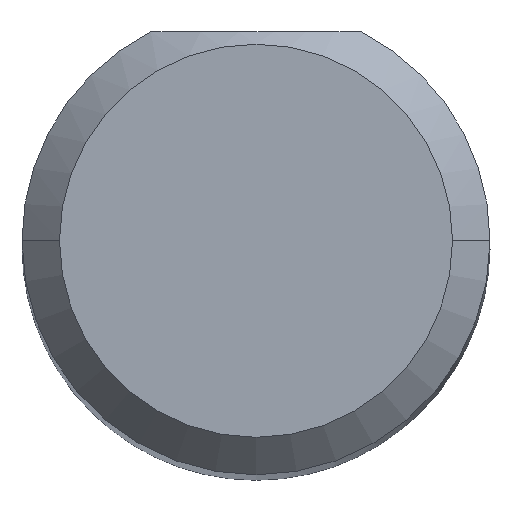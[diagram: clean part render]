
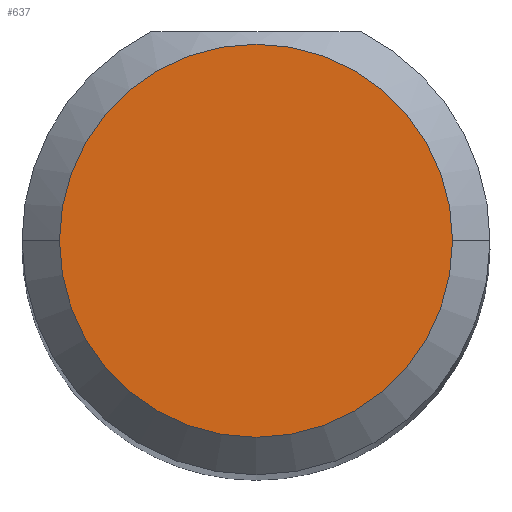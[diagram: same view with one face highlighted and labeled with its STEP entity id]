
A CAD part, top view. The second image highlights one B-rep face of the part: STEP entity #637.
In plain terms, the highlighted planar face has unit normal (0, 0, 1).
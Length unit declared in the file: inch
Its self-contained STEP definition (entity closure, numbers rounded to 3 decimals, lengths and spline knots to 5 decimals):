
#25 = DIRECTION ( 'NONE',  ( 0., 0., 1. ) ) ;
#31 = FACE_OUTER_BOUND ( 'NONE', #219, .T. ) ;
#81 = AXIS2_PLACEMENT_3D ( 'NONE', #444, #643, #593 ) ;
#95 = AXIS2_PLACEMENT_3D ( 'NONE', #586, #191, #429 ) ;
#137 = CARTESIAN_POINT ( 'NONE',  ( 0.07875, 0., 2. ) ) ;
#176 = CARTESIAN_POINT ( 'NONE',  ( 0., 0., 2. ) ) ;
#191 = DIRECTION ( 'NONE',  ( 0., 0., 1. ) ) ;
#205 = CIRCLE ( 'NONE', #81, 0.07875 ) ;
#219 = EDGE_LOOP ( 'NONE', ( #520, #240 ) ) ;
#228 = EDGE_CURVE ( 'NONE', #493, #659, #205, .T. ) ;
#240 = ORIENTED_EDGE ( 'NONE', *, *, #522, .T. ) ;
#415 = AXIS2_PLACEMENT_3D ( 'NONE', #176, #25, #473 ) ;
#429 = DIRECTION ( 'NONE',  ( 1., 0., 0. ) ) ;
#444 = CARTESIAN_POINT ( 'NONE',  ( 0., 0., 2. ) ) ;
#473 = DIRECTION ( 'NONE',  ( 1., 0., 0. ) ) ;
#493 = VERTEX_POINT ( 'NONE', #519 ) ;
#498 = PLANE ( 'NONE',  #95 ) ;
#519 = CARTESIAN_POINT ( 'NONE',  ( -0.07875, 0., 2. ) ) ;
#520 = ORIENTED_EDGE ( 'NONE', *, *, #228, .T. ) ;
#522 = EDGE_CURVE ( 'NONE', #659, #493, #607, .T. ) ;
#586 = CARTESIAN_POINT ( 'NONE',  ( 0., 0., 2. ) ) ;
#593 = DIRECTION ( 'NONE',  ( 1., 0., 0. ) ) ;
#607 = CIRCLE ( 'NONE', #415, 0.07875 ) ;
#637 = ADVANCED_FACE ( 'NONE', ( #31 ), #498, .T. ) ;
#643 = DIRECTION ( 'NONE',  ( 0., 0., 1. ) ) ;
#659 = VERTEX_POINT ( 'NONE', #137 ) ;
